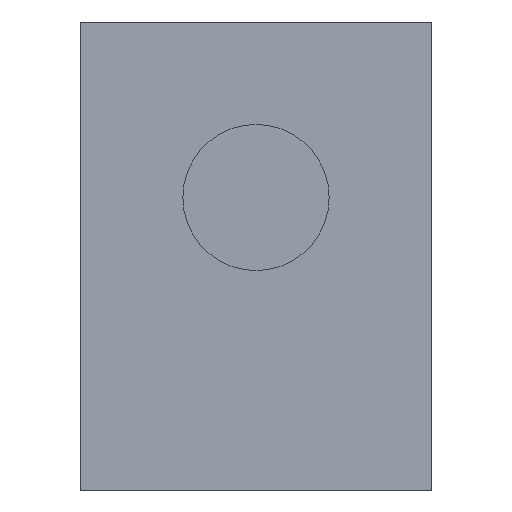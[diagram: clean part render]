
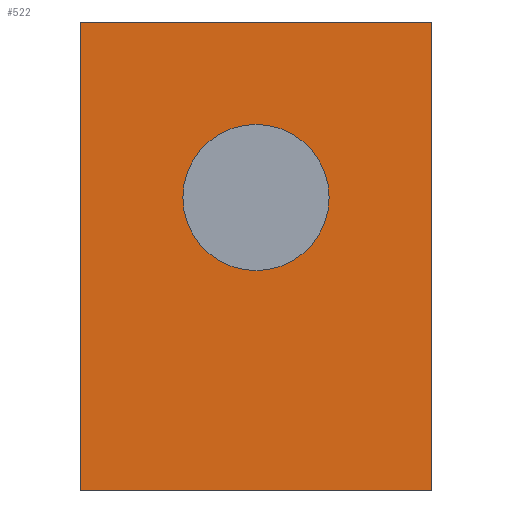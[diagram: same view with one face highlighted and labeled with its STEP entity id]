
A CAD part, front view. The second image highlights one B-rep face of the part: STEP entity #522.
In plain terms, the highlighted planar face has unit normal (0, -1, 0).
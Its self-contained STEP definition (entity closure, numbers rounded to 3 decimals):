
#57 = VERTEX_POINT('',#58);
#58 = CARTESIAN_POINT('',(-3.,-32.5,0.));
#64 = EDGE_CURVE('',#57,#65,#67,.T.);
#65 = VERTEX_POINT('',#66);
#66 = CARTESIAN_POINT('',(-3.,-32.5,8.));
#67 = LINE('',#68,#69);
#68 = CARTESIAN_POINT('',(-3.,-32.5,0.));
#69 = VECTOR('',#70,1.);
#70 = DIRECTION('',(0.,0.,1.));
#415 = VERTEX_POINT('',#416);
#416 = CARTESIAN_POINT('',(3.,-32.5,0.));
#422 = EDGE_CURVE('',#57,#415,#423,.T.);
#423 = LINE('',#424,#425);
#424 = CARTESIAN_POINT('',(0.,-32.5,0.));
#425 = VECTOR('',#426,1.);
#426 = DIRECTION('',(1.,0.,0.));
#522 = ADVANCED_FACE('',(#523,#541),#552,.T.);
#523 = FACE_BOUND('',#524,.T.);
#524 = EDGE_LOOP('',(#525,#526,#527,#535));
#525 = ORIENTED_EDGE('',*,*,#64,.F.);
#526 = ORIENTED_EDGE('',*,*,#422,.T.);
#527 = ORIENTED_EDGE('',*,*,#528,.T.);
#528 = EDGE_CURVE('',#415,#529,#531,.T.);
#529 = VERTEX_POINT('',#530);
#530 = CARTESIAN_POINT('',(3.,-32.5,8.));
#531 = LINE('',#532,#533);
#532 = CARTESIAN_POINT('',(3.,-32.5,0.));
#533 = VECTOR('',#534,1.);
#534 = DIRECTION('',(0.,0.,1.));
#535 = ORIENTED_EDGE('',*,*,#536,.T.);
#536 = EDGE_CURVE('',#529,#65,#537,.T.);
#537 = LINE('',#538,#539);
#538 = CARTESIAN_POINT('',(0.,-32.5,8.));
#539 = VECTOR('',#540,1.);
#540 = DIRECTION('',(-1.,-0.,-0.));
#541 = FACE_BOUND('',#542,.T.);
#542 = EDGE_LOOP('',(#543));
#543 = ORIENTED_EDGE('',*,*,#544,.F.);
#544 = EDGE_CURVE('',#545,#545,#547,.T.);
#545 = VERTEX_POINT('',#546);
#546 = CARTESIAN_POINT('',(1.25,-32.5,5.));
#547 = CIRCLE('',#548,1.25);
#548 = AXIS2_PLACEMENT_3D('',#549,#550,#551);
#549 = CARTESIAN_POINT('',(0.,-32.5,5.));
#550 = DIRECTION('',(0.,-1.,0.));
#551 = DIRECTION('',(1.,0.,0.));
#552 = PLANE('',#553);
#553 = AXIS2_PLACEMENT_3D('',#554,#555,#556);
#554 = CARTESIAN_POINT('',(0.,-32.5,4.));
#555 = DIRECTION('',(-0.,-1.,-0.));
#556 = DIRECTION('',(0.,0.,-1.));
